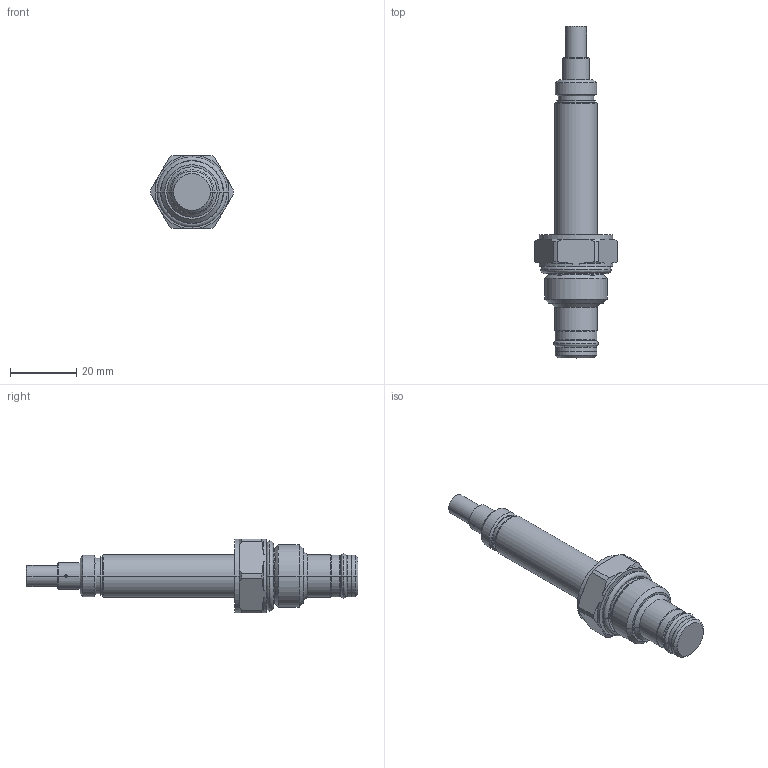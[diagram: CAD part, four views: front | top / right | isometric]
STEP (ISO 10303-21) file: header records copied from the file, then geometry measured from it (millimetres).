
FILE_DESCRIPTION((''),'2;1');
FILE_NAME('5009036_SW0001','2009-02-24T',('JCS'),(''),'PRO/ENGINEER BY PARAMETRIC TECHNOLOGY CORPORATION, 2008010','PRO/ENGINEER BY PARAMETRIC TECHNOLOGY CORPORATION, 2008010','');
FILE_SCHEMA(('CONFIG_CONTROL_DESIGN'));
Length unit declared in the file: inch
Products named in the file (1): 5009036_SW0001
Bounding box: 24.94 x 100.25 x 22.23 mm (x, y, z)
Volume: 15239.1 mm3; surface area: 6350.8 mm2
Topology: 4 solids, 5 shells, 141 faces, 311 edges, 184 vertices
Faces by surface type: cylinder 52, cone 42, plane 23, revolution 16, torus 8
Entity records: 4345 total; most frequent: CARTESIAN_POINT 1176, DIRECTION 685, ORIENTED_EDGE 618, EDGE_CURVE 309, AXIS2_PLACEMENT_3D 281, VERTEX_POINT 184, CIRCLE 156, EDGE_LOOP 153
